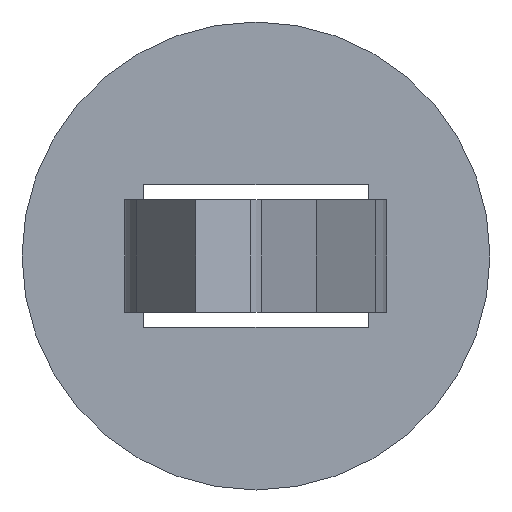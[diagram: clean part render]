
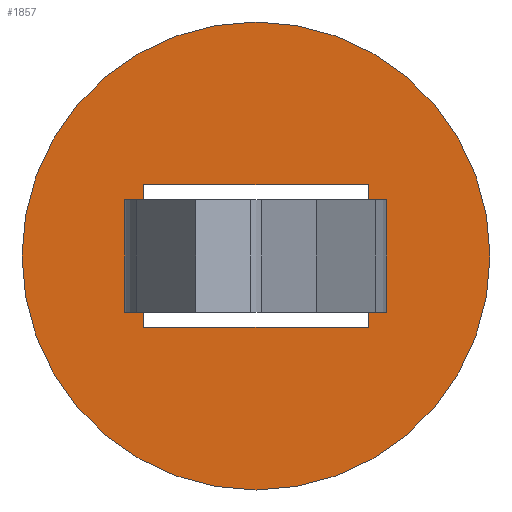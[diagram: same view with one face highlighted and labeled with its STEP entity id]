
A CAD part, front view. The second image highlights one B-rep face of the part: STEP entity #1857.
In plain terms, the highlighted planar face has unit normal (0, -1, 0).
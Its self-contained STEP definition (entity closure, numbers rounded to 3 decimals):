
#494 = CARTESIAN_POINT ( 'NONE',  ( 1.272, -2.301, -0.224 ) ) ;
#1625 = DIRECTION ( 'NONE',  ( -1., 0., 0. ) ) ;
#1626 = VECTOR ( 'NONE', #1625, 1000. ) ;
#1627 = CARTESIAN_POINT ( 'NONE',  ( 1.272, -2.301, -0.224 ) ) ;
#1628 = LINE ( 'NONE', #1627, #1626 ) ;
#1782 = VERTEX_POINT ( 'NONE', #2341 ) ;
#1791 = VERTEX_POINT ( 'NONE', #2374 ) ;
#1841 = EDGE_CURVE ( 'NONE', #1782, #1791, #2579, .T. ) ;
#1857 = ADVANCED_FACE ( 'NONE', ( #2609, #2608 ), #2566, .F. ) ;
#1858 = EDGE_LOOP ( 'NONE', ( #1859, #1861 ) ) ;
#1859 = ORIENTED_EDGE ( 'NONE', *, *, #1860, .F. ) ;
#1860 = EDGE_CURVE ( 'NONE', #1791, #1782, #2672, .T. ) ;
#1861 = ORIENTED_EDGE ( 'NONE', *, *, #1841, .F. ) ;
#1864 = EDGE_LOOP ( 'NONE', ( #1865, #1869, #1876, #2095 ) ) ;
#1865 = ORIENTED_EDGE ( 'NONE', *, *, #1866, .T. ) ;
#1866 = EDGE_CURVE ( 'NONE', #1867, #1868, #2644, .T. ) ;
#1867 = VERTEX_POINT ( 'NONE', #2640 ) ;
#1868 = VERTEX_POINT ( 'NONE', #2639 ) ;
#1869 = ORIENTED_EDGE ( 'NONE', *, *, #1875, .T. ) ;
#1870 = VERTEX_POINT ( 'NONE', #2638 ) ;
#1875 = EDGE_CURVE ( 'NONE', #1868, #1870, #2535, .T. ) ;
#1876 = ORIENTED_EDGE ( 'NONE', *, *, #1877, .T. ) ;
#1877 = EDGE_CURVE ( 'NONE', #1870, #2094, #2531, .T. ) ;
#2077 = EDGE_CURVE ( 'NONE', #2094, #1867, #1628, .T. ) ;
#2094 = VERTEX_POINT ( 'NONE', #494 ) ;
#2095 = ORIENTED_EDGE ( 'NONE', *, *, #2077, .T. ) ;
#2341 = CARTESIAN_POINT ( 'NONE',  ( 0.51, -2.301, 1.846 ) ) ;
#2374 = CARTESIAN_POINT ( 'NONE',  ( 0.51, -2.301, -1.329 ) ) ;
#2528 = DIRECTION ( 'NONE',  ( 0., 0., -1. ) ) ;
#2529 = VECTOR ( 'NONE', #2528, 1000. ) ;
#2530 = CARTESIAN_POINT ( 'NONE',  ( 1.272, -2.301, 0.741 ) ) ;
#2531 = LINE ( 'NONE', #2530, #2529 ) ;
#2532 = DIRECTION ( 'NONE',  ( 1., 0., 0. ) ) ;
#2533 = VECTOR ( 'NONE', #2532, 1000. ) ;
#2534 = CARTESIAN_POINT ( 'NONE',  ( 1.272, -2.301, 0.741 ) ) ;
#2535 = LINE ( 'NONE', #2534, #2533 ) ;
#2562 = DIRECTION ( 'NONE',  ( 0., 0., 1. ) ) ;
#2563 = DIRECTION ( 'NONE',  ( 0., 1., 0. ) ) ;
#2564 = CARTESIAN_POINT ( 'NONE',  ( 0.51, -2.301, 0.259 ) ) ;
#2565 = AXIS2_PLACEMENT_3D ( 'NONE', #2564, #2563, #2562 ) ;
#2566 = PLANE ( 'NONE',  #2565 ) ;
#2577 = DIRECTION ( 'NONE',  ( 0., 0., 1. ) ) ;
#2578 = DIRECTION ( 'NONE',  ( 0., 1., 0. ) ) ;
#2579 = CIRCLE ( 'NONE', #2580, 1.588 ) ;
#2580 = AXIS2_PLACEMENT_3D ( 'NONE', #2583, #2578, #2577 ) ;
#2583 = CARTESIAN_POINT ( 'NONE',  ( 0.51, -2.301, 0.259 ) ) ;
#2608 = FACE_BOUND ( 'NONE', #1864, .T. ) ;
#2609 = FACE_OUTER_BOUND ( 'NONE', #1858, .T. ) ;
#2638 = CARTESIAN_POINT ( 'NONE',  ( 1.272, -2.301, 0.741 ) ) ;
#2639 = CARTESIAN_POINT ( 'NONE',  ( -0.252, -2.301, 0.741 ) ) ;
#2640 = CARTESIAN_POINT ( 'NONE',  ( -0.252, -2.301, -0.224 ) ) ;
#2641 = DIRECTION ( 'NONE',  ( 0., 0., 1. ) ) ;
#2642 = VECTOR ( 'NONE', #2641, 1000. ) ;
#2643 = CARTESIAN_POINT ( 'NONE',  ( -0.252, -2.301, 0.741 ) ) ;
#2644 = LINE ( 'NONE', #2643, #2642 ) ;
#2668 = DIRECTION ( 'NONE',  ( 0., 0., 1. ) ) ;
#2669 = DIRECTION ( 'NONE',  ( 0., 1., 0. ) ) ;
#2670 = CARTESIAN_POINT ( 'NONE',  ( 0.51, -2.301, 0.259 ) ) ;
#2671 = AXIS2_PLACEMENT_3D ( 'NONE', #2670, #2669, #2668 ) ;
#2672 = CIRCLE ( 'NONE', #2671, 1.588 ) ;
